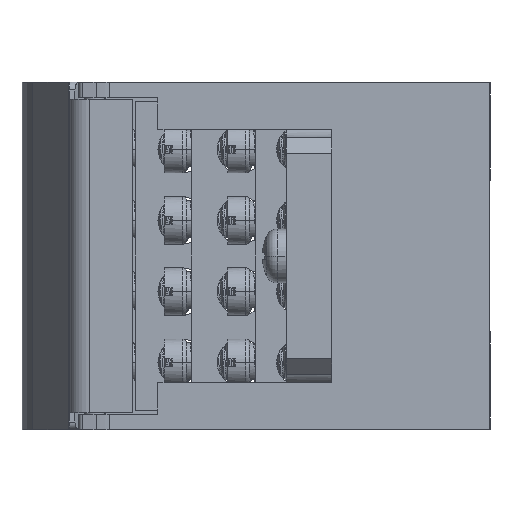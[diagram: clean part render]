
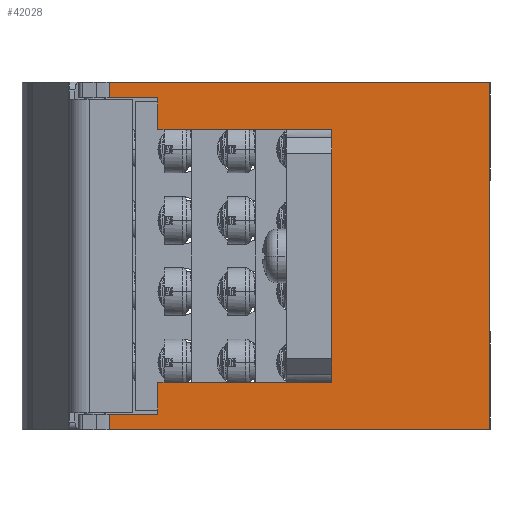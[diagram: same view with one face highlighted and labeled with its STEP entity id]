
A CAD part, left-side view. The second image highlights one B-rep face of the part: STEP entity #42028.
In plain terms, the highlighted planar face has unit normal (-1, 0, 0).
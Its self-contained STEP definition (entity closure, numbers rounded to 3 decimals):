
#729=DIRECTION('',(0.,0.,-1.));
#730=VECTOR('',#729,1.);
#731=CARTESIAN_POINT('',(-21.,20.,16.));
#732=LINE('',#731,#730);
#777=DIRECTION('',(0.,0.,-1.));
#778=VECTOR('',#777,30.);
#779=CARTESIAN_POINT('',(-21.,20.,15.));
#780=LINE('',#779,#778);
#824=DIRECTION('',(0.,0.,-1.));
#825=VECTOR('',#824,1.);
#826=CARTESIAN_POINT('',(-21.,20.,-15.));
#827=LINE('',#826,#825);
#828=DIRECTION('',(0.,0.,1.));
#829=VECTOR('',#828,4.);
#830=CARTESIAN_POINT('',(-21.,42.,16.));
#831=LINE('',#830,#829);
#832=DIRECTION('',(0.,-1.,0.));
#833=VECTOR('',#832,48.172);
#834=CARTESIAN_POINT('',(-21.,48.172,22.));
#835=LINE('',#834,#833);
#836=DIRECTION('',(0.,-1.,0.));
#837=VECTOR('',#836,6.172);
#838=CARTESIAN_POINT('',(-21.,48.172,-20.));
#839=LINE('',#838,#837);
#840=DIRECTION('',(0.,0.,1.));
#841=VECTOR('',#840,4.);
#842=CARTESIAN_POINT('',(-21.,42.,-20.));
#843=LINE('',#842,#841);
#844=DIRECTION('',(0.,-1.,0.));
#845=VECTOR('',#844,22.);
#846=CARTESIAN_POINT('',(-21.,42.,-16.));
#847=LINE('',#846,#845);
#848=DIRECTION('',(0.,-1.,0.));
#849=VECTOR('',#848,22.);
#850=CARTESIAN_POINT('',(-21.,42.,16.));
#851=LINE('',#850,#849);
#996=DIRECTION('',(0.,-1.,0.));
#997=VECTOR('',#996,6.172);
#998=CARTESIAN_POINT('',(-21.,48.172,20.));
#999=LINE('',#998,#997);
#2123=DIRECTION('',(0.,-1.,0.));
#2124=VECTOR('',#2123,48.172);
#2125=CARTESIAN_POINT('',(-21.,48.172,-22.));
#2126=LINE('',#2125,#2124);
#3016=DIRECTION('',(0.,0.,1.));
#3017=VECTOR('',#3016,44.);
#3018=CARTESIAN_POINT('',(-21.,0.,-22.));
#3019=LINE('',#3018,#3017);
#35921=DIRECTION('',(0.,0.,-1.));
#35922=VECTOR('',#35921,2.);
#35923=CARTESIAN_POINT('',(-21.,48.172,-20.));
#35924=LINE('',#35923,#35922);
#36009=DIRECTION('',(0.,0.,-1.));
#36010=VECTOR('',#36009,2.);
#36011=CARTESIAN_POINT('',(-21.,48.172,22.));
#36012=LINE('',#36011,#36010);
#36712=CARTESIAN_POINT('',(-21.,20.,-16.));
#36714=VERTEX_POINT('',#36712);
#36731=CARTESIAN_POINT('',(-21.,20.,16.));
#36733=VERTEX_POINT('',#36731);
#36761=CARTESIAN_POINT('',(-21.,42.,16.));
#36762=VERTEX_POINT('',#36761);
#36763=CARTESIAN_POINT('',(-21.,42.,20.));
#36764=VERTEX_POINT('',#36763);
#36765=CARTESIAN_POINT('',(-21.,48.172,20.));
#36766=VERTEX_POINT('',#36765);
#36767=CARTESIAN_POINT('',(-21.,48.172,22.));
#36768=VERTEX_POINT('',#36767);
#36769=CARTESIAN_POINT('',(-21.,0.,22.));
#36770=VERTEX_POINT('',#36769);
#36771=CARTESIAN_POINT('',(-21.,0.,-22.));
#36772=VERTEX_POINT('',#36771);
#36773=CARTESIAN_POINT('',(-21.,48.172,-22.));
#36774=VERTEX_POINT('',#36773);
#36775=CARTESIAN_POINT('',(-21.,48.172,-20.));
#36776=VERTEX_POINT('',#36775);
#36777=CARTESIAN_POINT('',(-21.,42.,-20.));
#36778=VERTEX_POINT('',#36777);
#36779=CARTESIAN_POINT('',(-21.,42.,-16.));
#36780=VERTEX_POINT('',#36779);
#40835=CARTESIAN_POINT('',(-21.,20.,-15.));
#40836=VERTEX_POINT('',#40835);
#40837=CARTESIAN_POINT('',(-21.,20.,15.));
#40838=VERTEX_POINT('',#40837);
#41996=CARTESIAN_POINT('',(-21.,58.,-22.));
#41997=DIRECTION('',(-1.,0.,0.));
#41998=DIRECTION('',(0.,-1.,0.));
#41999=AXIS2_PLACEMENT_3D('',#41996,#41997,#41998);
#42000=PLANE('',#41999);
#42001=ORIENTED_EDGE('',*,*,#41945,.F.);
#42002=ORIENTED_EDGE('',*,*,#41879,.F.);
#42004=ORIENTED_EDGE('',*,*,#42003,.F.);
#42006=ORIENTED_EDGE('',*,*,#42005,.T.);
#42008=ORIENTED_EDGE('',*,*,#42007,.F.);
#42010=ORIENTED_EDGE('',*,*,#42009,.F.);
#42012=ORIENTED_EDGE('',*,*,#42011,.T.);
#42014=ORIENTED_EDGE('',*,*,#42013,.F.);
#42016=ORIENTED_EDGE('',*,*,#42015,.F.);
#42018=ORIENTED_EDGE('',*,*,#42017,.F.);
#42020=ORIENTED_EDGE('',*,*,#42019,.T.);
#42022=ORIENTED_EDGE('',*,*,#42021,.T.);
#42024=ORIENTED_EDGE('',*,*,#42023,.T.);
#42025=ORIENTED_EDGE('',*,*,#41988,.F.);
#42026=EDGE_LOOP('',(#42001,#42002,#42004,#42006,#42008,#42010,#42012,#42014,
#42016,#42018,#42020,#42022,#42024,#42025));
#42027=FACE_OUTER_BOUND('',#42026,.F.);
#42028=ADVANCED_FACE('',(#42027),#42000,.T.);
#41879=EDGE_CURVE('',#36733,#40838,#732,.T.);
#41945=EDGE_CURVE('',#40838,#40836,#780,.T.);
#41988=EDGE_CURVE('',#40836,#36714,#827,.T.);
#42003=EDGE_CURVE('',#36762,#36733,#851,.T.);
#42005=EDGE_CURVE('',#36762,#36764,#831,.T.);
#42007=EDGE_CURVE('',#36766,#36764,#999,.T.);
#42009=EDGE_CURVE('',#36768,#36766,#36012,.T.);
#42011=EDGE_CURVE('',#36768,#36770,#835,.T.);
#42013=EDGE_CURVE('',#36772,#36770,#3019,.T.);
#42015=EDGE_CURVE('',#36774,#36772,#2126,.T.);
#42017=EDGE_CURVE('',#36776,#36774,#35924,.T.);
#42019=EDGE_CURVE('',#36776,#36778,#839,.T.);
#42021=EDGE_CURVE('',#36778,#36780,#843,.T.);
#42023=EDGE_CURVE('',#36780,#36714,#847,.T.);
